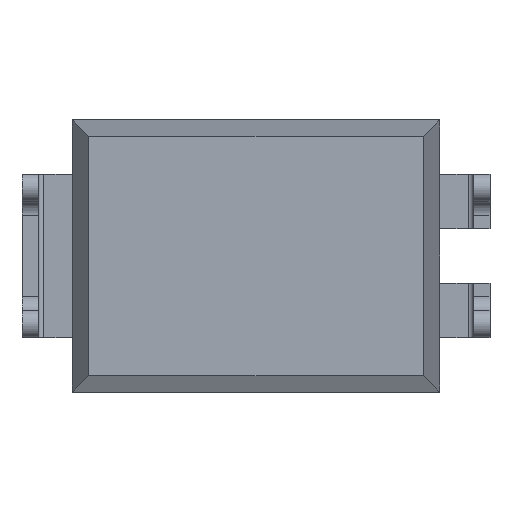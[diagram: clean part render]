
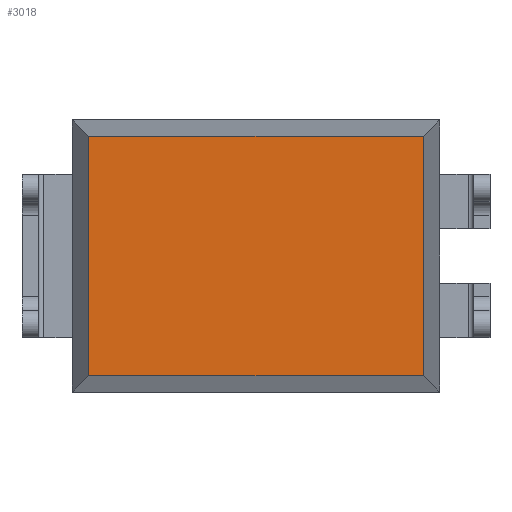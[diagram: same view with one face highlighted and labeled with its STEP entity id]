
A CAD part, front view. The second image highlights one B-rep face of the part: STEP entity #3018.
In plain terms, the highlighted planar face has unit normal (0, -1, 0).
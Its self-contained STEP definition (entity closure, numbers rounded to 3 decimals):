
#211=PLANE('',#3191);
#365=FACE_OUTER_BOUND('',#529,.T.);
#529=EDGE_LOOP('',(#2668,#2669,#2670,#2671));
#852=LINE('',#5112,#1178);
#855=LINE('',#5117,#1181);
#856=LINE('',#5119,#1182);
#857=LINE('',#5120,#1183);
#1178=VECTOR('',#3800,10.);
#1181=VECTOR('',#3805,10.);
#1182=VECTOR('',#3806,10.);
#1183=VECTOR('',#3807,10.);
#1486=VERTEX_POINT('',#5109);
#1487=VERTEX_POINT('',#5111);
#1488=VERTEX_POINT('',#5116);
#1489=VERTEX_POINT('',#5118);
#1888=EDGE_CURVE('',#1486,#1487,#852,.T.);
#1891=EDGE_CURVE('',#1488,#1486,#855,.T.);
#1892=EDGE_CURVE('',#1489,#1488,#856,.T.);
#1893=EDGE_CURVE('',#1487,#1489,#857,.T.);
#2668=ORIENTED_EDGE('',*,*,#1888,.F.);
#2669=ORIENTED_EDGE('',*,*,#1891,.F.);
#2670=ORIENTED_EDGE('',*,*,#1892,.F.);
#2671=ORIENTED_EDGE('',*,*,#1893,.F.);
#3018=ADVANCED_FACE('',(#365),#211,.T.);
#3191=AXIS2_PLACEMENT_3D('',#5115,#3803,#3804);
#3800=DIRECTION('',(1.,0.,0.));
#3803=DIRECTION('center_axis',(0.,-1.,0.));
#3804=DIRECTION('ref_axis',(0.,0.,-1.));
#3805=DIRECTION('',(0.,0.,1.));
#3806=DIRECTION('',(-1.,0.,0.));
#3807=DIRECTION('',(0.,0.,-1.));
#5109=CARTESIAN_POINT('',(-3.075,-1.625,2.2));
#5111=CARTESIAN_POINT('',(3.075,-1.625,2.2));
#5112=CARTESIAN_POINT('',(1.688,-1.625,2.2));
#5115=CARTESIAN_POINT('Origin',(3.375,-1.625,0.));
#5116=CARTESIAN_POINT('',(-3.075,-1.625,-2.2));
#5117=CARTESIAN_POINT('',(-3.075,-1.625,0.));
#5118=CARTESIAN_POINT('',(3.075,-1.625,-2.2));
#5119=CARTESIAN_POINT('',(1.688,-1.625,-2.2));
#5120=CARTESIAN_POINT('',(3.075,-1.625,0.));
